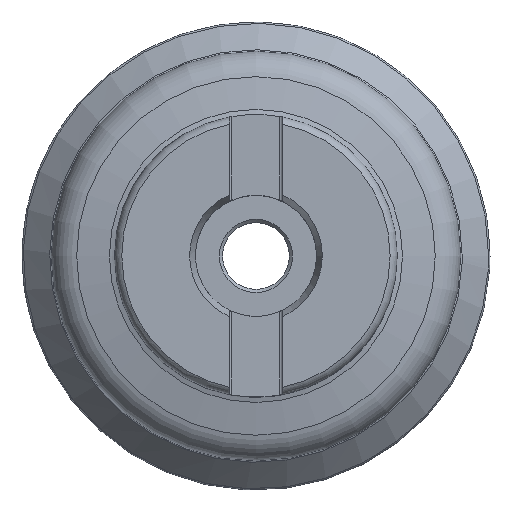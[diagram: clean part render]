
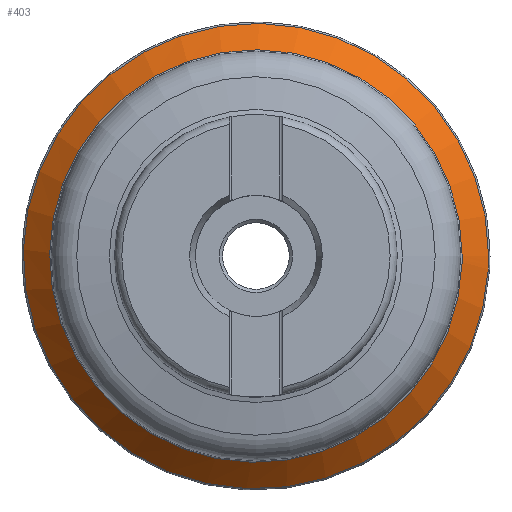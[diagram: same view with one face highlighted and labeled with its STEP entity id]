
A CAD part, top view. The second image highlights one B-rep face of the part: STEP entity #403.
In plain terms, the highlighted face is a revolution surface.
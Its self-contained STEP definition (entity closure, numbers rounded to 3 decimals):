
#124=SURFACE_OF_REVOLUTION('',#315,#149);
#149=AXIS1_PLACEMENT('',#2047,#1327);
#254=FACE_BOUND('',#534,.T.);
#255=FACE_BOUND('',#535,.T.);
#315=LINE('',#2046,#343);
#343=VECTOR('',#1326,5.978);
#403=ADVANCED_FACE('',(#254,#255),#124,.F.);
#534=EDGE_LOOP('',(#779));
#535=EDGE_LOOP('',(#780));
#598=CIRCLE('',#1109,32.432);
#599=CIRCLE('',#1110,36.59);
#779=ORIENTED_EDGE('',*,*,#966,.T.);
#780=ORIENTED_EDGE('',*,*,#967,.F.);
#870=VERTEX_POINT('',#2038);
#871=VERTEX_POINT('',#2045);
#966=EDGE_CURVE('',#870,#870,#598,.T.);
#967=EDGE_CURVE('',#871,#871,#599,.T.);
#1109=AXIS2_PLACEMENT_3D('',#2037,#1321,#1322);
#1110=AXIS2_PLACEMENT_3D('',#2044,#1324,#1325);
#1321=DIRECTION('',(0.,0.,1.));
#1322=DIRECTION('',(1.,0.,0.));
#1324=DIRECTION('',(0.,0.,1.));
#1325=DIRECTION('',(1.,0.,0.));
#1326=DIRECTION('',(0.086,0.706,0.703));
#1327=DIRECTION('',(0.,0.,1.));
#2037=CARTESIAN_POINT('',(0.,0.,15.564));
#2038=CARTESIAN_POINT('',(32.432,0.,15.564));
#2044=CARTESIAN_POINT('',(0.,0.,11.361));
#2045=CARTESIAN_POINT('',(36.59,0.,11.361));
#2046=CARTESIAN_POINT('',(2.796,-36.483,11.361));
#2047=CARTESIAN_POINT('',(0.,0.,0.));
